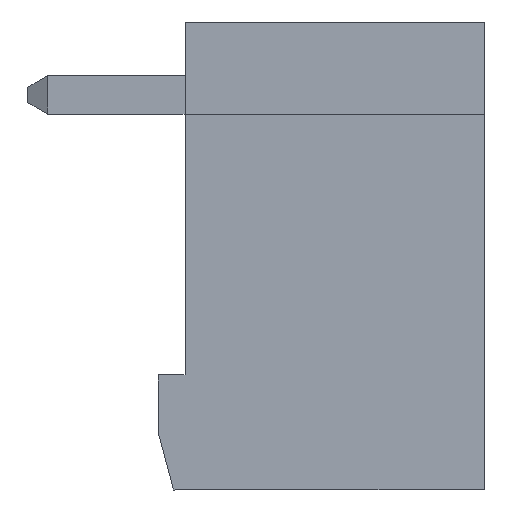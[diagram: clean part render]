
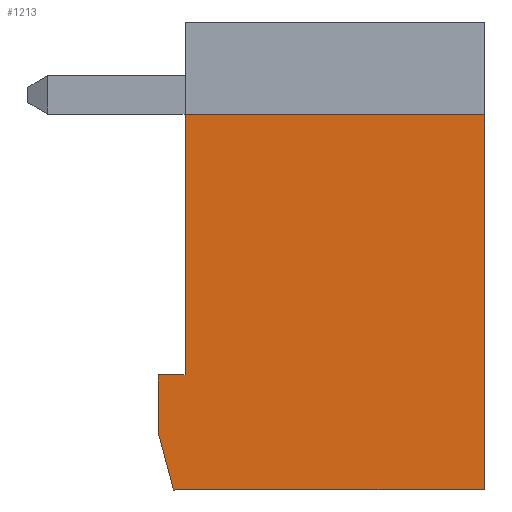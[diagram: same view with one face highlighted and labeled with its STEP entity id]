
A CAD part, front view. The second image highlights one B-rep face of the part: STEP entity #1213.
In plain terms, the highlighted planar face has unit normal (0, -1, 0).
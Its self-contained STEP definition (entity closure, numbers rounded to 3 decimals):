
#1213 = ADVANCED_FACE( '', ( #2573 ), #2574, .F. );
#2573 = FACE_OUTER_BOUND( '', #4055, .T. );
#2574 = PLANE( '', #4056 );
#4055 = EDGE_LOOP( '', ( #7622, #7623, #7624, #7625, #7626, #7627, #7628 ) );
#4056 = AXIS2_PLACEMENT_3D( '', #7629, #7630, #7631 );
#7622 = ORIENTED_EDGE( '', *, *, #10062, .F. );
#7623 = ORIENTED_EDGE( '', *, *, #10113, .F. );
#7624 = ORIENTED_EDGE( '', *, *, #9770, .F. );
#7625 = ORIENTED_EDGE( '', *, *, #9413, .F. );
#7626 = ORIENTED_EDGE( '', *, *, #8793, .F. );
#7627 = ORIENTED_EDGE( '', *, *, #10114, .F. );
#7628 = ORIENTED_EDGE( '', *, *, #9889, .F. );
#7629 = CARTESIAN_POINT( '', ( 159.301, 25.85, -9.8 ) );
#7630 = DIRECTION( '', ( 0., 1., 0. ) );
#7631 = DIRECTION( '', ( 1., 0., 0. ) );
#8793 = EDGE_CURVE( '', #10549, #10551, #10552, .T. );
#9413 = EDGE_CURVE( '', #10551, #11549, #11550, .T. );
#9770 = EDGE_CURVE( '', #11549, #12027, #12058, .T. );
#9889 = EDGE_CURVE( '', #12207, #12205, #12209, .T. );
#10062 = EDGE_CURVE( '', #12418, #12207, #12420, .T. );
#10113 = EDGE_CURVE( '', #12027, #12418, #12474, .T. );
#10114 = EDGE_CURVE( '', #12205, #10549, #12475, .T. );
#10549 = VERTEX_POINT( '', #13036 );
#10551 = VERTEX_POINT( '', #13039 );
#10552 = LINE( '', #13040, #13041 );
#11549 = VERTEX_POINT( '', #14525 );
#11550 = LINE( '', #14526, #14527 );
#12027 = VERTEX_POINT( '', #15237 );
#12058 = LINE( '', #15287, #15288 );
#12205 = VERTEX_POINT( '', #15509 );
#12207 = VERTEX_POINT( '', #15512 );
#12209 = LINE( '', #15515, #15516 );
#12418 = VERTEX_POINT( '', #15825 );
#12420 = LINE( '', #15828, #15829 );
#12474 = LINE( '', #15907, #15908 );
#12475 = LINE( '', #15909, #15910 );
#13036 = CARTESIAN_POINT( '', ( 160., 25.85, -6.8 ) );
#13039 = CARTESIAN_POINT( '', ( 160., 25.85, 0. ) );
#13040 = CARTESIAN_POINT( '', ( 160., 25.85, 0. ) );
#13041 = VECTOR( '', #16281, 1000. );
#14525 = CARTESIAN_POINT( '', ( 167.801, 25.85, 0. ) );
#14526 = CARTESIAN_POINT( '', ( 167.801, 25.85, 0. ) );
#14527 = VECTOR( '', #16805, 1000. );
#15237 = CARTESIAN_POINT( '', ( 167.801, 25.85, -9.8 ) );
#15287 = CARTESIAN_POINT( '', ( 167.801, 25.85, -9.8 ) );
#15288 = VECTOR( '', #17106, 1000. );
#15509 = CARTESIAN_POINT( '', ( 159.301, 25.85, -6.8 ) );
#15512 = CARTESIAN_POINT( '', ( 159.301, 25.85, -8.307 ) );
#15515 = CARTESIAN_POINT( '', ( 159.301, 25.85, -6.8 ) );
#15516 = VECTOR( '', #17198, 1000. );
#15825 = CARTESIAN_POINT( '', ( 159.701, 25.85, -9.8 ) );
#15828 = CARTESIAN_POINT( '', ( 159.301, 25.85, -8.307 ) );
#15829 = VECTOR( '', #17339, 1000. );
#15907 = CARTESIAN_POINT( '', ( 166.303, 25.85, -9.8 ) );
#15908 = VECTOR( '', #17367, 1000. );
#15909 = CARTESIAN_POINT( '', ( 159.901, 25.85, -6.8 ) );
#15910 = VECTOR( '', #17368, 1000. );
#16281 = DIRECTION( '', ( 0., 0., 1. ) );
#16805 = DIRECTION( '', ( 1., 0., 0. ) );
#17106 = DIRECTION( '', ( 0., 0., -1. ) );
#17198 = DIRECTION( '', ( 0., 0., 1. ) );
#17339 = DIRECTION( '', ( -0.259, 0., 0.966 ) );
#17367 = DIRECTION( '', ( -1., 0., 0. ) );
#17368 = DIRECTION( '', ( 1., 0., 0. ) );
